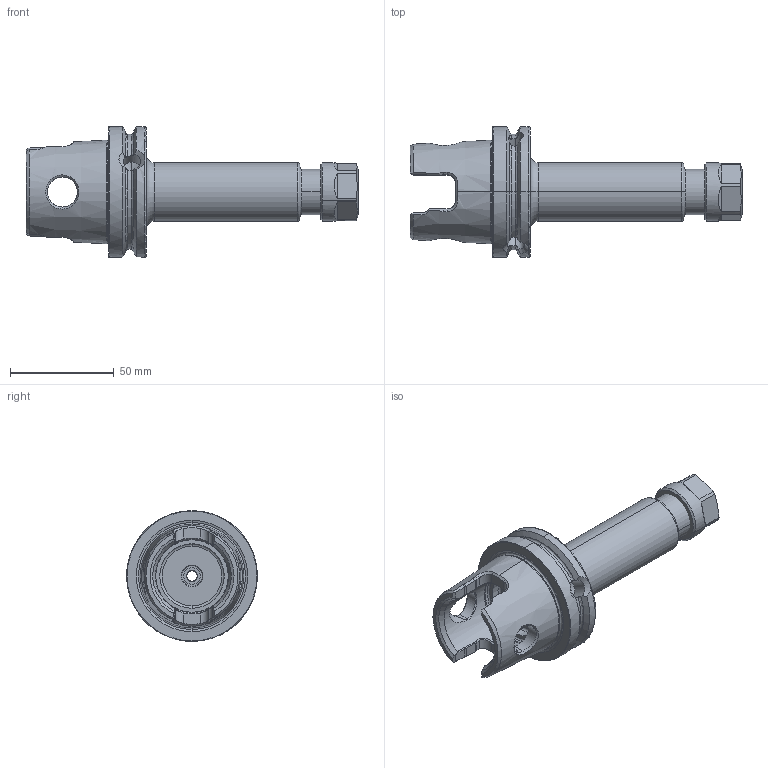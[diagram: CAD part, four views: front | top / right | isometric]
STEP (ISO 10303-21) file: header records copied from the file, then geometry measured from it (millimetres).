
FILE_DESCRIPTION (( 'STEP AP203' ), '1' );
FILE_NAME ('KY6.E16.K01.120.STEP', '2012-10-19T08:39:50', ( 'baer' ), ( 'Hewlett-Packard Company' ), 'SwSTEP 2.0', 'SolidWorks 2012', '' );
FILE_SCHEMA (( 'CONFIG_CONTROL_DESIGN' ));
Length unit declared in the file: millimetre
Products named in the file (4): KY6.E16.K01.120; ERU-AN4.K01.020_A; E16-ER2.001.018; KY6-E16.K01.120_C
Assembly tree (3 placements, depth 2):
  KY6.E16.K01.120
    KY6-E16.K01.120_C
    E16-ER2.001.018
    ERU-AN4.K01.020_A
Bounding box: 159.95 x 62.95 x 62.95 mm (x, y, z)
Volume: 128989.7 mm3; surface area: 34516.9 mm2
Topology: 3 solids, 3 shells, 317 faces, 793 edges, 482 vertices
Faces by surface type: plane 100, cylinder 72, cone 61, bspline 50, torus 34
Entity records: 12406 total; most frequent: CARTESIAN_POINT 4998, ORIENTED_EDGE 1574, DIRECTION 1300, EDGE_CURVE 787, AXIS2_PLACEMENT_3D 522, VERTEX_POINT 482, EDGE_LOOP 333, ADVANCED_FACE 317
